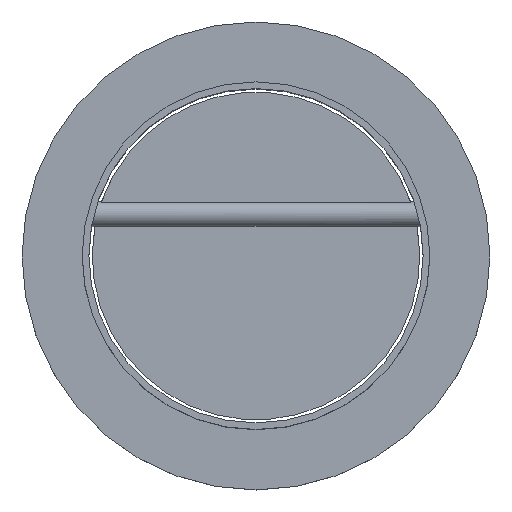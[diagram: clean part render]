
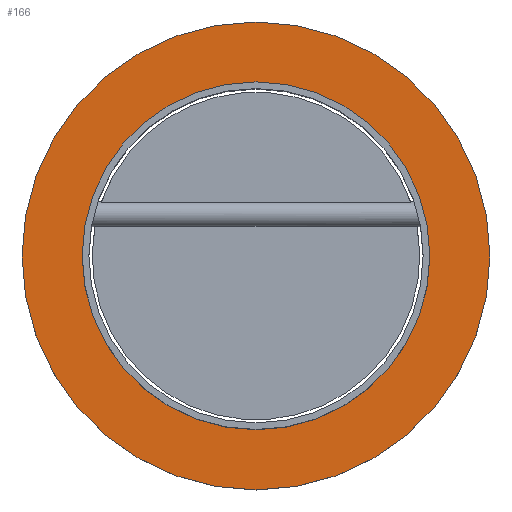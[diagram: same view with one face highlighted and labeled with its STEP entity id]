
A CAD part, top view. The second image highlights one B-rep face of the part: STEP entity #166.
In plain terms, the highlighted planar face has unit normal (0, 0, 1).
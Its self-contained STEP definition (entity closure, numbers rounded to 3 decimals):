
#31 = VERTEX_POINT ( 'NONE', #248 ) ;
#48 = DIRECTION ( 'NONE',  ( 0., 0., -1. ) ) ;
#123 = FACE_OUTER_BOUND ( 'NONE', #308, .T. ) ;
#148 = EDGE_CURVE ( 'NONE', #420, #420, #197, .T. ) ;
#166 = ADVANCED_FACE ( 'NONE', ( #384, #123 ), #378, .T. ) ;
#187 = EDGE_LOOP ( 'NONE', ( #209 ) ) ;
#197 = CIRCLE ( 'NONE', #373, 104. ) ;
#209 = ORIENTED_EDGE ( 'NONE', *, *, #148, .T. ) ;
#248 = CARTESIAN_POINT ( 'NONE',  ( 0., 140., 110. ) ) ;
#294 = CARTESIAN_POINT ( 'NONE',  ( 0., 140., 110. ) ) ;
#296 = DIRECTION ( 'NONE',  ( 0., 1., 0. ) ) ;
#297 = DIRECTION ( 'NONE',  ( 0., -1., 0. ) ) ;
#300 = DIRECTION ( 'NONE',  ( 0., 0., 1. ) ) ;
#308 = EDGE_LOOP ( 'NONE', ( #318 ) ) ;
#318 = ORIENTED_EDGE ( 'NONE', *, *, #523, .F. ) ;
#350 = CIRCLE ( 'NONE', #480, 140. ) ;
#373 = AXIS2_PLACEMENT_3D ( 'NONE', #541, #499, #296 ) ;
#378 = PLANE ( 'NONE',  #518 ) ;
#384 = FACE_BOUND ( 'NONE', #187, .T. ) ;
#420 = VERTEX_POINT ( 'NONE', #497 ) ;
#476 = CARTESIAN_POINT ( 'NONE',  ( 0., 0., 110. ) ) ;
#480 = AXIS2_PLACEMENT_3D ( 'NONE', #476, #48, #622 ) ;
#497 = CARTESIAN_POINT ( 'NONE',  ( 0., 104., 110. ) ) ;
#499 = DIRECTION ( 'NONE',  ( 0., 0., -1. ) ) ;
#518 = AXIS2_PLACEMENT_3D ( 'NONE', #294, #300, #297 ) ;
#523 = EDGE_CURVE ( 'NONE', #31, #31, #350, .T. ) ;
#541 = CARTESIAN_POINT ( 'NONE',  ( 0., 0., 110. ) ) ;
#622 = DIRECTION ( 'NONE',  ( 0., 1., 0. ) ) ;
